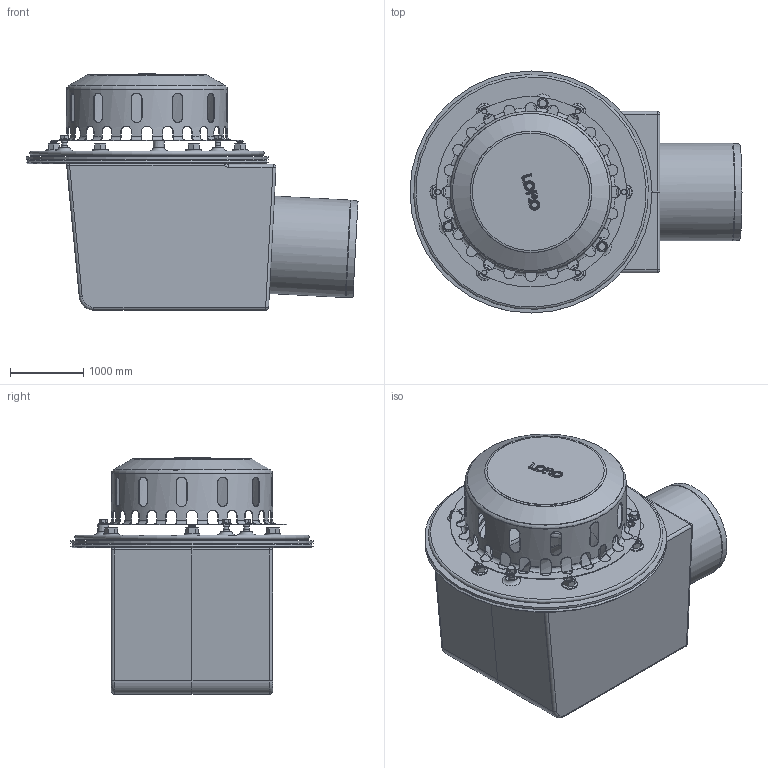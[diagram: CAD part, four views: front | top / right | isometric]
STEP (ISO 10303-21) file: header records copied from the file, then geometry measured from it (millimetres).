
FILE_DESCRIPTION(/* description */ (''),/* implementation_level */ '2;1');
FILE_NAME(/* name */ '21515.125X_3D.stp',/* time_stamp */ '2024-12-12T08:43:50+01:00',/* author */ ('CAD'),/* organization */ (''),/* preprocessor_version */ 'ST-DEVELOPER v20',/* originating_system */ 'AutoCAD Mechanical',/* authorisation */ '');
FILE_SCHEMA (('AUTOMOTIVE_DESIGN { 1 0 10303 214 3 1 1 }'));
Length unit declared in the file: centimetre
Products named in the file (2): Product; *S0
Assembly tree (1 placements, depth 2):
  Product
    *S0
Bounding box: 4526.54 x 3300 x 3222.5 mm (x, y, z)
Volume: 8558610531.6 mm3; surface area: 133805274.9 mm2
Topology: 26 solids, 26 shells, 883 faces, 2209 edges, 1365 vertices
Faces by surface type: cone 270, plane 262, cylinder 212, torus 115, bspline 15, sphere 9
Full cylindrical faces by diameter (mm): 60 x3, 70 x12, 80 x21, 83.76 x6, 105 x2, 140 x6, 160 x6, 175 x3, 180 x3, 1300 x2, 1330 x2, 1900 x1, 2180 x1, 2200 x1, 2600 x1, 3300 x1
Entity records: 33196 total; most frequent: CARTESIAN_POINT 12181, ORIENTED_EDGE 4404, DIRECTION 4330, EDGE_CURVE 2202, AXIS2_PLACEMENT_3D 1754, VERTEX_POINT 1365, EDGE_LOOP 1013, FACE_OUTER_BOUND 883
